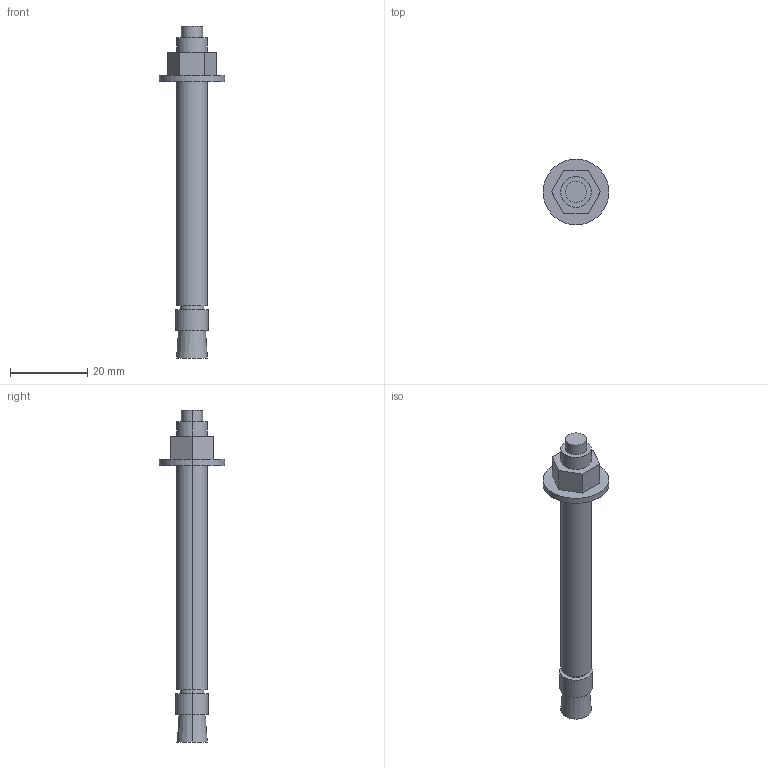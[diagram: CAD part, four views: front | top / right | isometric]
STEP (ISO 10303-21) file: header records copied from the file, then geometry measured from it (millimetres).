
FILE_DESCRIPTION (( 'STEP AP203' ), '1' );
FILE_NAME ('3_842_526_561_Bosch.step', '2024-06-10T08:55:23', ( '' ), ( '' ), 'SwSTEP 2.0', 'SolidWorks 2014', '' );
FILE_SCHEMA (( 'CONFIG_CONTROL_DESIGN' ));
Length unit declared in the file: millimetre
Products named in the file (1): 3_842_526_561_Bosch
Bounding box: 17 x 17 x 86 mm (x, y, z)
Volume: 4823.9 mm3; surface area: 2774.3 mm2
Topology: 1 solids, 1 shells, 29 faces, 60 edges, 40 vertices
Faces by surface type: plane 15, cylinder 10, cone 4
Entity records: 859 total; most frequent: DIRECTION 148, CARTESIAN_POINT 130, ORIENTED_EDGE 120, EDGE_CURVE 60, AXIS2_PLACEMENT_3D 58, VERTEX_POINT 40, EDGE_LOOP 36, LINE 32
